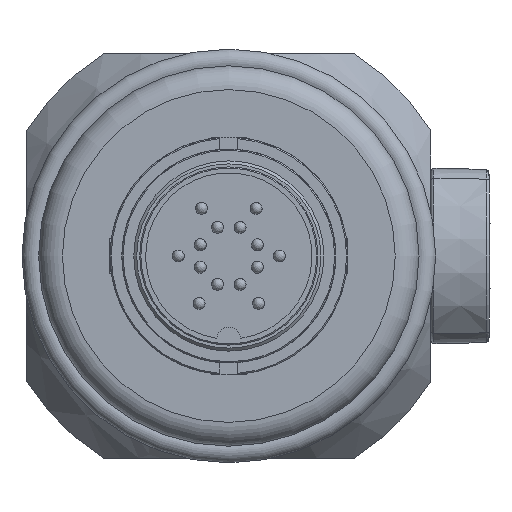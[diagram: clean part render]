
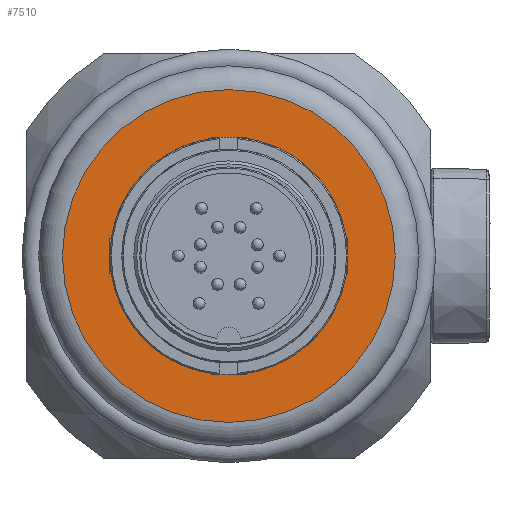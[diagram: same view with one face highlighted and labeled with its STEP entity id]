
A CAD part, left-side view. The second image highlights one B-rep face of the part: STEP entity #7510.
In plain terms, the highlighted planar face has unit normal (-1, 0, 0).
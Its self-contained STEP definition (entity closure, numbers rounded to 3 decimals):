
#332 = CARTESIAN_POINT ( 'NONE',  ( -175.2, 1.5, -10. ) ) ;
#347 = VECTOR ( 'NONE', #4929, 1000. ) ;
#448 = CARTESIAN_POINT ( 'NONE',  ( -175.2, -1.5, -10. ) ) ;
#569 = ORIENTED_EDGE ( 'NONE', *, *, #13037, .T. ) ;
#837 = CARTESIAN_POINT ( 'NONE',  ( -175.2, -9.786, -1.5 ) ) ;
#879 = AXIS2_PLACEMENT_3D ( 'NONE', #14655, #33863, #23278 ) ;
#1052 = CARTESIAN_POINT ( 'NONE',  ( -175.2, 1.5, -9.786 ) ) ;
#1180 = EDGE_CURVE ( 'NONE', #26455, #8065, #19882, .T. ) ;
#1354 = CARTESIAN_POINT ( 'NONE',  ( -175.2, -10., -1.5 ) ) ;
#1692 = CARTESIAN_POINT ( 'NONE',  ( -175.2, 0., -1.5 ) ) ;
#1717 = CARTESIAN_POINT ( 'NONE',  ( -175.2, -1.5, 10. ) ) ;
#2145 = DIRECTION ( 'NONE',  ( 0., 0., -1. ) ) ;
#2365 = ORIENTED_EDGE ( 'NONE', *, *, #12144, .F. ) ;
#2394 = EDGE_LOOP ( 'NONE', ( #3614, #34549, #31808, #2365, #12436, #25738, #31271, #12538, #33512, #6914, #15744, #4539, #12685, #569, #35338, #35181 ) ) ;
#2437 = EDGE_CURVE ( 'NONE', #35226, #8065, #29341, .T. ) ;
#2452 = FACE_BOUND ( 'NONE', #2394, .T. ) ;
#2890 = LINE ( 'NONE', #34530, #7260 ) ;
#3006 = VERTEX_POINT ( 'NONE', #33967 ) ;
#3023 = DIRECTION ( 'NONE',  ( 1., 0., 0. ) ) ;
#3614 = ORIENTED_EDGE ( 'NONE', *, *, #20997, .T. ) ;
#3879 = LINE ( 'NONE', #332, #12050 ) ;
#3977 = EDGE_CURVE ( 'NONE', #23763, #31473, #3879, .T. ) ;
#4235 = DIRECTION ( 'NONE',  ( 0., 1., 0. ) ) ;
#4468 = LINE ( 'NONE', #1354, #32740 ) ;
#4539 = ORIENTED_EDGE ( 'NONE', *, *, #19528, .F. ) ;
#4820 = DIRECTION ( 'NONE',  ( -1., 0., 0. ) ) ;
#4929 = DIRECTION ( 'NONE',  ( 0., 0., -1. ) ) ;
#5117 = EDGE_CURVE ( 'NONE', #32854, #30324, #18544, .T. ) ;
#5495 = DIRECTION ( 'NONE',  ( 0., 0., 1. ) ) ;
#6018 = LINE ( 'NONE', #1692, #16210 ) ;
#6573 = LINE ( 'NONE', #26097, #21056 ) ;
#6914 = ORIENTED_EDGE ( 'NONE', *, *, #2437, .F. ) ;
#7023 = AXIS2_PLACEMENT_3D ( 'NONE', #32141, #32490, #32249 ) ;
#7054 = VERTEX_POINT ( 'NONE', #13241 ) ;
#7260 = VECTOR ( 'NONE', #34650, 1000. ) ;
#7510 = ADVANCED_FACE ( 'NONE', ( #2452, #31607 ), #31293, .F. ) ;
#7533 = CIRCLE ( 'NONE', #23746, 14. ) ;
#7593 = CARTESIAN_POINT ( 'NONE',  ( -175.2, -1.5, 9.786 ) ) ;
#8065 = VERTEX_POINT ( 'NONE', #7593 ) ;
#8253 = DIRECTION ( 'NONE',  ( 0., 1., 0. ) ) ;
#8460 = CARTESIAN_POINT ( 'NONE',  ( -175.2, 1.5, -9. ) ) ;
#8532 = EDGE_CURVE ( 'NONE', #34095, #10909, #28361, .T. ) ;
#8640 = CARTESIAN_POINT ( 'NONE',  ( -175.2, 5., -1.5 ) ) ;
#8964 = VECTOR ( 'NONE', #8253, 1000. ) ;
#9385 = LINE ( 'NONE', #15570, #347 ) ;
#10033 = EDGE_CURVE ( 'NONE', #29868, #30324, #34681, .T. ) ;
#10178 = VERTEX_POINT ( 'NONE', #21473 ) ;
#10480 = EDGE_CURVE ( 'NONE', #10178, #35226, #2890, .T. ) ;
#10574 = DIRECTION ( 'NONE',  ( 0., -1., 0. ) ) ;
#10909 = VERTEX_POINT ( 'NONE', #21106 ) ;
#10980 = DIRECTION ( 'NONE',  ( 0., -1., 0. ) ) ;
#11759 = CARTESIAN_POINT ( 'NONE',  ( -175.2, 9.786, 1.5 ) ) ;
#12050 = VECTOR ( 'NONE', #19310, 1000. ) ;
#12144 = EDGE_CURVE ( 'NONE', #27078, #13168, #9385, .T. ) ;
#12341 = CARTESIAN_POINT ( 'NONE',  ( -175.2, 1.5, 5. ) ) ;
#12436 = ORIENTED_EDGE ( 'NONE', *, *, #28628, .T. ) ;
#12538 = ORIENTED_EDGE ( 'NONE', *, *, #33714, .F. ) ;
#12685 = ORIENTED_EDGE ( 'NONE', *, *, #33514, .T. ) ;
#12906 = VECTOR ( 'NONE', #19314, 1000. ) ;
#13037 = EDGE_CURVE ( 'NONE', #17700, #31336, #19009, .T. ) ;
#13168 = VERTEX_POINT ( 'NONE', #30971 ) ;
#13231 = AXIS2_PLACEMENT_3D ( 'NONE', #16373, #32815, #27395 ) ;
#13241 = CARTESIAN_POINT ( 'NONE',  ( -175.2, 14., 0. ) ) ;
#14595 = CARTESIAN_POINT ( 'NONE',  ( -175.2, -1.5, -9.786 ) ) ;
#14655 = CARTESIAN_POINT ( 'NONE',  ( -175.2, 0., -9. ) ) ;
#15570 = CARTESIAN_POINT ( 'NONE',  ( -175.2, 10., 1.5 ) ) ;
#15744 = ORIENTED_EDGE ( 'NONE', *, *, #10480, .F. ) ;
#16210 = VECTOR ( 'NONE', #4235, 1000. ) ;
#16373 = CARTESIAN_POINT ( 'NONE',  ( -175.2, 0., 0. ) ) ;
#17459 = CARTESIAN_POINT ( 'NONE',  ( -175.2, 1.5, -10. ) ) ;
#17700 = VERTEX_POINT ( 'NONE', #837 ) ;
#18544 = CIRCLE ( 'NONE', #28272, 9.9 ) ;
#19009 = CIRCLE ( 'NONE', #13231, 9.9 ) ;
#19037 = CARTESIAN_POINT ( 'NONE',  ( -175.2, -1.5, -5. ) ) ;
#19242 = CARTESIAN_POINT ( 'NONE',  ( -175.2, -1.5, -9. ) ) ;
#19310 = DIRECTION ( 'NONE',  ( 0., -1., 0. ) ) ;
#19314 = DIRECTION ( 'NONE',  ( 0., 0., 1. ) ) ;
#19528 = EDGE_CURVE ( 'NONE', #3006, #10178, #4468, .T. ) ;
#19882 = LINE ( 'NONE', #19242, #34071 ) ;
#19955 = ORIENTED_EDGE ( 'NONE', *, *, #27974, .T. ) ;
#20908 = DIRECTION ( 'NONE',  ( 0., 1., 0. ) ) ;
#20997 = EDGE_CURVE ( 'NONE', #23763, #34095, #30426, .T. ) ;
#21034 = CARTESIAN_POINT ( 'NONE',  ( -175.2, 0., 0. ) ) ;
#21056 = VECTOR ( 'NONE', #10574, 1000. ) ;
#21106 = CARTESIAN_POINT ( 'NONE',  ( -175.2, 9.786, -1.5 ) ) ;
#21473 = CARTESIAN_POINT ( 'NONE',  ( -175.2, -10., 1.5 ) ) ;
#23042 = DIRECTION ( 'NONE',  ( 0., 0., 1. ) ) ;
#23278 = DIRECTION ( 'NONE',  ( 0., -1., 0. ) ) ;
#23376 = LINE ( 'NONE', #8640, #28110 ) ;
#23746 = AXIS2_PLACEMENT_3D ( 'NONE', #21034, #4820, #20908 ) ;
#23763 = VERTEX_POINT ( 'NONE', #17459 ) ;
#24254 = LINE ( 'NONE', #19037, #29792 ) ;
#24811 = DIRECTION ( 'NONE',  ( 0., 0., -1. ) ) ;
#25738 = ORIENTED_EDGE ( 'NONE', *, *, #5117, .T. ) ;
#26097 = CARTESIAN_POINT ( 'NONE',  ( -175.2, 0., 1.5 ) ) ;
#26455 = VERTEX_POINT ( 'NONE', #1717 ) ;
#26587 = CARTESIAN_POINT ( 'NONE',  ( -175.2, 0., 0. ) ) ;
#26613 = CARTESIAN_POINT ( 'NONE',  ( -175.2, -1.5, 10. ) ) ;
#27078 = VERTEX_POINT ( 'NONE', #28199 ) ;
#27395 = DIRECTION ( 'NONE',  ( 0., 0., -1. ) ) ;
#27453 = CARTESIAN_POINT ( 'NONE',  ( -175.2, 0., 0. ) ) ;
#27567 = DIRECTION ( 'NONE',  ( 0., 0., -1. ) ) ;
#27779 = CARTESIAN_POINT ( 'NONE',  ( -175.2, 1.5, 9.786 ) ) ;
#27802 = AXIS2_PLACEMENT_3D ( 'NONE', #26587, #29558, #2145 ) ;
#27908 = CARTESIAN_POINT ( 'NONE',  ( -175.2, -9.786, 1.5 ) ) ;
#27942 = CARTESIAN_POINT ( 'NONE',  ( -175.2, 1.5, 10. ) ) ;
#27974 = EDGE_CURVE ( 'NONE', #7054, #7054, #7533, .T. ) ;
#28110 = VECTOR ( 'NONE', #10980, 1000. ) ;
#28199 = CARTESIAN_POINT ( 'NONE',  ( -175.2, 10., 1.5 ) ) ;
#28272 = AXIS2_PLACEMENT_3D ( 'NONE', #27453, #3023, #27567 ) ;
#28361 = CIRCLE ( 'NONE', #27802, 9.9 ) ;
#28628 = EDGE_CURVE ( 'NONE', #27078, #32854, #6573, .T. ) ;
#29341 = CIRCLE ( 'NONE', #7023, 9.9 ) ;
#29558 = DIRECTION ( 'NONE',  ( 1., 0., 0. ) ) ;
#29792 = VECTOR ( 'NONE', #5495, 1000. ) ;
#29868 = VERTEX_POINT ( 'NONE', #27942 ) ;
#30324 = VERTEX_POINT ( 'NONE', #27779 ) ;
#30426 = LINE ( 'NONE', #8460, #12906 ) ;
#30829 = EDGE_CURVE ( 'NONE', #31473, #31336, #24254, .T. ) ;
#30971 = CARTESIAN_POINT ( 'NONE',  ( -175.2, 10., -1.5 ) ) ;
#31271 = ORIENTED_EDGE ( 'NONE', *, *, #10033, .F. ) ;
#31293 = PLANE ( 'NONE',  #879 ) ;
#31336 = VERTEX_POINT ( 'NONE', #14595 ) ;
#31473 = VERTEX_POINT ( 'NONE', #448 ) ;
#31607 = FACE_OUTER_BOUND ( 'NONE', #32887, .T. ) ;
#31808 = ORIENTED_EDGE ( 'NONE', *, *, #35347, .F. ) ;
#32141 = CARTESIAN_POINT ( 'NONE',  ( -175.2, 0., 0. ) ) ;
#32249 = DIRECTION ( 'NONE',  ( 0., -1., 0. ) ) ;
#32490 = DIRECTION ( 'NONE',  ( -1., 0., 0. ) ) ;
#32502 = LINE ( 'NONE', #26613, #8964 ) ;
#32740 = VECTOR ( 'NONE', #23042, 1000. ) ;
#32815 = DIRECTION ( 'NONE',  ( 1., 0., 0. ) ) ;
#32854 = VERTEX_POINT ( 'NONE', #11759 ) ;
#32887 = EDGE_LOOP ( 'NONE', ( #19955 ) ) ;
#32953 = VECTOR ( 'NONE', #34140, 1000. ) ;
#33512 = ORIENTED_EDGE ( 'NONE', *, *, #1180, .T. ) ;
#33514 = EDGE_CURVE ( 'NONE', #3006, #17700, #6018, .T. ) ;
#33714 = EDGE_CURVE ( 'NONE', #26455, #29868, #32502, .T. ) ;
#33863 = DIRECTION ( 'NONE',  ( 1., 0., 0. ) ) ;
#33967 = CARTESIAN_POINT ( 'NONE',  ( -175.2, -10., -1.5 ) ) ;
#34071 = VECTOR ( 'NONE', #24811, 1000. ) ;
#34095 = VERTEX_POINT ( 'NONE', #1052 ) ;
#34140 = DIRECTION ( 'NONE',  ( 0., 0., -1. ) ) ;
#34530 = CARTESIAN_POINT ( 'NONE',  ( -175.2, -5., 1.5 ) ) ;
#34549 = ORIENTED_EDGE ( 'NONE', *, *, #8532, .T. ) ;
#34650 = DIRECTION ( 'NONE',  ( 0., 1., 0. ) ) ;
#34681 = LINE ( 'NONE', #12341, #32953 ) ;
#35181 = ORIENTED_EDGE ( 'NONE', *, *, #3977, .F. ) ;
#35226 = VERTEX_POINT ( 'NONE', #27908 ) ;
#35338 = ORIENTED_EDGE ( 'NONE', *, *, #30829, .F. ) ;
#35347 = EDGE_CURVE ( 'NONE', #13168, #10909, #23376, .T. ) ;
